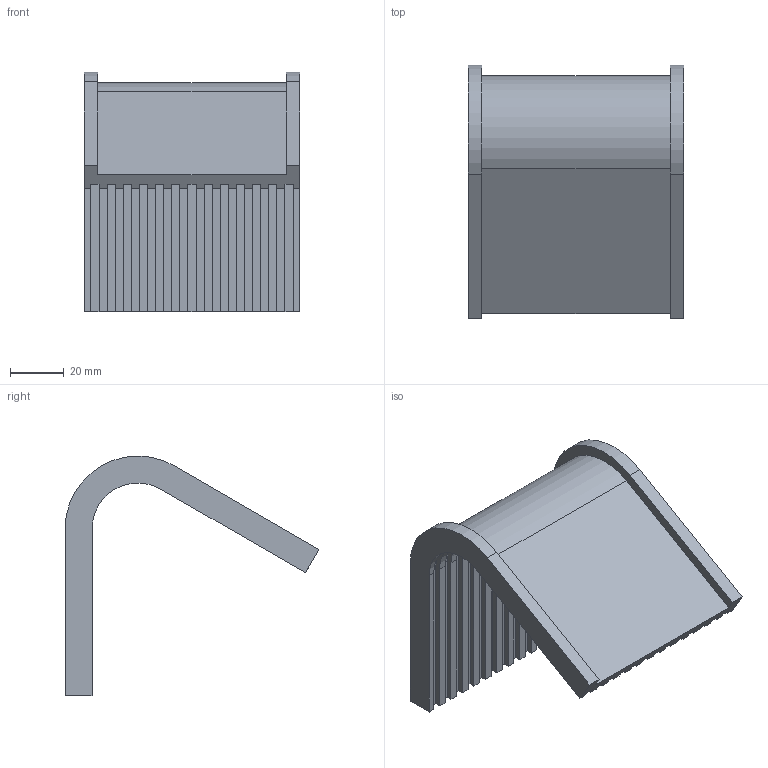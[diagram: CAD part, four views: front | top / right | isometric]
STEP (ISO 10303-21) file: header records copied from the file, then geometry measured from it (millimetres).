
FILE_DESCRIPTION(/* description */ (''),/* implementation_level */ '2;1');
FILE_NAME(/* name */ '',/* time_stamp */ '2023-05-15T09:24:21+03:00',/* author */ ('Ртищев А.О.'),/* organization */ (''),/* preprocessor_version */ 'ST-DEVELOPER v19.2',/* originating_system */ 'Autodesk Inventor 2023',/* authorisation */ '');
FILE_SCHEMA (('AUTOMOTIVE_DESIGN { 1 0 10303 214 3 1 1 }'));
Length unit declared in the file: millimetre
Products named in the file (1): Прокладка силиконовая 
термостойкая ПСТ-
80
Bounding box: 80 x 94.19 x 89 mm (x, y, z)
Volume: 74068.1 mm3; surface area: 40894 mm2
Topology: 1 solids, 1 shells, 122 faces, 360 edges, 240 vertices
Faces by surface type: plane 92, cylinder 30
Entity records: 4218 total; most frequent: CARTESIAN_POINT 723, ORIENTED_EDGE 720, DIRECTION 666, EDGE_CURVE 360, LINE 300, VECTOR 300, VERTEX_POINT 240, AXIS2_PLACEMENT_3D 183
